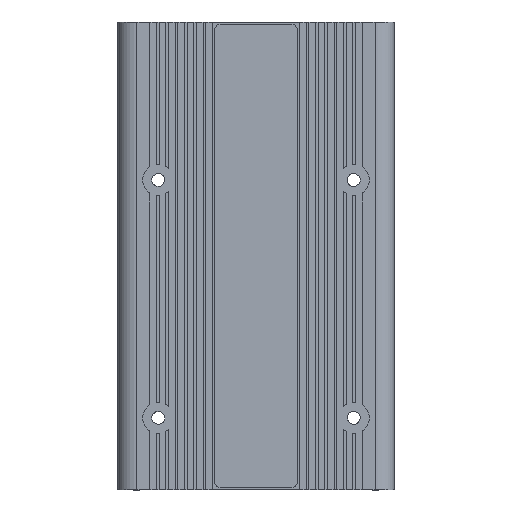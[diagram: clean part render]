
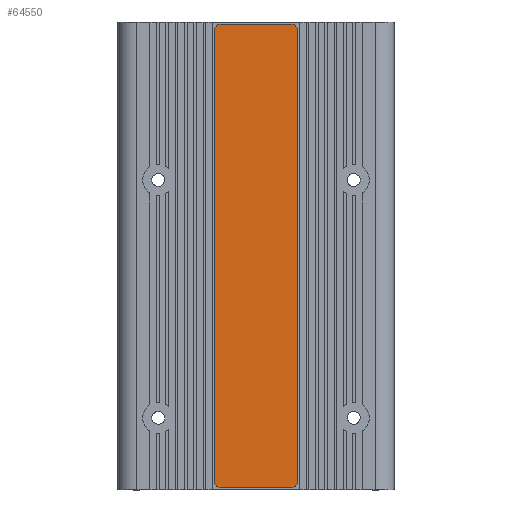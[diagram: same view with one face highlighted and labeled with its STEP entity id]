
A CAD part, top view. The second image highlights one B-rep face of the part: STEP entity #64550.
In plain terms, the highlighted planar face has unit normal (0, 0, 1).
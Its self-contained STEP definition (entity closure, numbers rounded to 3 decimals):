
#47410=CARTESIAN_POINT('',(40.192,4.448,16.952));
#47420=VERTEX_POINT('',#47410);
#47450=CARTESIAN_POINT('',(40.192,130.815,16.952));
#47460=DIRECTION('',(0.,-1.,0.));
#47470=VECTOR('',#47460,1.);
#47480=LINE('',#47450,#47470);
#47490=CARTESIAN_POINT('',(40.192,115.024,16.952));
#47500=VERTEX_POINT('',#47490);
#47510=EDGE_CURVE('',#47500,#47420,#47480,.T.);
#47760=CARTESIAN_POINT('',(38.541,115.024,16.952));
#47770=DIRECTION('',(0.,0.,1.));
#47780=DIRECTION('',(0.,1.,0.));
#47790=AXIS2_PLACEMENT_3D('',#47760,#47770,#47780);
#47800=CIRCLE('',#47790,1.651);
#47810=CARTESIAN_POINT('',(38.541,116.675,16.952));
#47820=VERTEX_POINT('',#47810);
#47830=EDGE_CURVE('',#47500,#47820,#47800,.T.);
#63970=CARTESIAN_POINT('',(30.,59.736,16.952));
#63980=DIRECTION('',(0.,0.,1.));
#63990=DIRECTION('',(-1.,0.,0.));
#64000=AXIS2_PLACEMENT_3D('',#63970,#63980,#63990);
#64010=PLANE('',#64000);
#64020=ORIENTED_EDGE('',*,*,#47510,.F.);
#64030=CARTESIAN_POINT('',(38.541,4.448,16.952));
#64040=DIRECTION('',(0.,0.,1.));
#64050=DIRECTION('',(0.,1.,0.));
#64060=AXIS2_PLACEMENT_3D('',#64030,#64040,#64050);
#64070=CIRCLE('',#64060,1.651);
#64080=CARTESIAN_POINT('',(38.541,2.797,16.952));
#64090=VERTEX_POINT('',#64080);
#64100=EDGE_CURVE('',#64090,#47420,#64070,.T.);
#64110=ORIENTED_EDGE('',*,*,#64100,.T.);
#64120=CARTESIAN_POINT('',(30.,2.797,16.952));
#64130=DIRECTION('',(1.,0.,0.));
#64140=VECTOR('',#64130,1.);
#64150=LINE('',#64120,#64140);
#64160=CARTESIAN_POINT('',(21.459,2.797,16.952));
#64170=VERTEX_POINT('',#64160);
#64180=EDGE_CURVE('',#64170,#64090,#64150,.T.);
#64190=ORIENTED_EDGE('',*,*,#64180,.T.);
#64200=CARTESIAN_POINT('',(21.459,4.448,16.952));
#64210=DIRECTION('',(0.,0.,-1.));
#64220=DIRECTION('',(0.,-1.,0.));
#64230=AXIS2_PLACEMENT_3D('',#64200,#64210,#64220);
#64240=CIRCLE('',#64230,1.651);
#64250=CARTESIAN_POINT('',(19.808,4.448,16.952));
#64260=VERTEX_POINT('',#64250);
#64270=EDGE_CURVE('',#64170,#64260,#64240,.T.);
#64280=ORIENTED_EDGE('',*,*,#64270,.F.);
#64290=CARTESIAN_POINT('',(19.808,130.815,16.952));
#64300=DIRECTION('',(0.,-1.,0.));
#64310=VECTOR('',#64300,1.);
#64320=LINE('',#64290,#64310);
#64330=CARTESIAN_POINT('',(19.808,115.024,16.952));
#64340=VERTEX_POINT('',#64330);
#64350=EDGE_CURVE('',#64340,#64260,#64320,.T.);
#64360=ORIENTED_EDGE('',*,*,#64350,.T.);
#64370=CARTESIAN_POINT('',(21.459,115.024,16.952));
#64380=DIRECTION('',(0.,0.,1.));
#64390=DIRECTION('',(0.,1.,0.));
#64400=AXIS2_PLACEMENT_3D('',#64370,#64380,#64390);
#64410=CIRCLE('',#64400,1.651);
#64420=CARTESIAN_POINT('',(21.459,116.675,16.952));
#64430=VERTEX_POINT('',#64420);
#64440=EDGE_CURVE('',#64430,#64340,#64410,.T.);
#64450=ORIENTED_EDGE('',*,*,#64440,.T.);
#64460=CARTESIAN_POINT('',(30.,116.675,16.952));
#64470=DIRECTION('',(-1.,0.,0.));
#64480=VECTOR('',#64470,1.);
#64490=LINE('',#64460,#64480);
#64500=EDGE_CURVE('',#47820,#64430,#64490,.T.);
#64510=ORIENTED_EDGE('',*,*,#64500,.T.);
#64520=ORIENTED_EDGE('',*,*,#47830,.T.);
#64530=EDGE_LOOP('',(#64520,#64510,#64450,#64360,#64280,#64190,#64110,
#64020));
#64540=FACE_OUTER_BOUND('',#64530,.T.);
#64550=ADVANCED_FACE('',(#64540),#64010,.T.);
